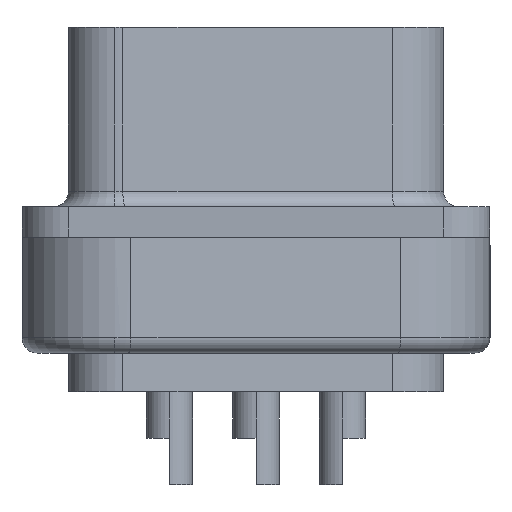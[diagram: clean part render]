
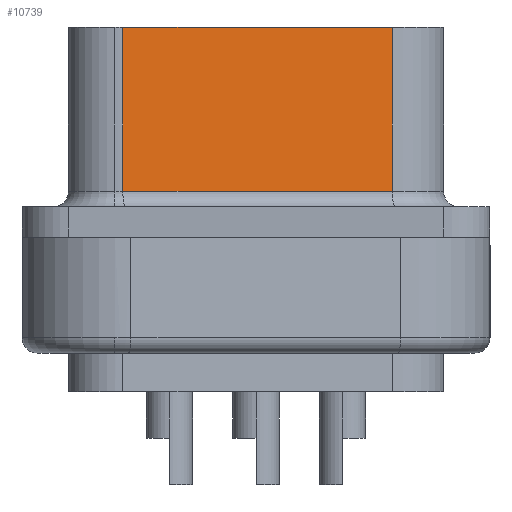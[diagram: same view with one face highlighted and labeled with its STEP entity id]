
A CAD part, left-side view. The second image highlights one B-rep face of the part: STEP entity #10739.
In plain terms, the highlighted planar face has unit normal (-0.985, -0.174, 0).
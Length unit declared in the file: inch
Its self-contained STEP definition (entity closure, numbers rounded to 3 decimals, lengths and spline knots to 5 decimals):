
#1147 = CARTESIAN_POINT ( 'NONE',  ( -1.065, 0.17208, 0.2515 ) ) ;
#3024 = VECTOR ( 'NONE', #11497, 39.37008 ) ;
#6437 = ORIENTED_EDGE ( 'NONE', *, *, #13078, .F. ) ;
#6849 = VECTOR ( 'NONE', #36629, 39.37008 ) ;
#7533 = CARTESIAN_POINT ( 'NONE',  ( -1.00355, -0.17639, 0.2515 ) ) ;
#8132 = VERTEX_POINT ( 'NONE', #31692 ) ;
#9351 = CARTESIAN_POINT ( 'NONE',  ( -1.065, 0.17208, 0.2515 ) ) ;
#9512 = DIRECTION ( 'NONE',  ( 0.985, 0.174, 0. ) ) ;
#10154 = AXIS2_PLACEMENT_3D ( 'NONE', #48576, #9512, #36795 ) ;
#10179 = ORIENTED_EDGE ( 'NONE', *, *, #11247, .T. ) ;
#10739 = ADVANCED_FACE ( 'NONE', ( #20171 ), #32856, .F. ) ;
#11211 = CARTESIAN_POINT ( 'NONE',  ( -1.00355, -0.17639, 0.0395 ) ) ;
#11247 = EDGE_CURVE ( 'NONE', #18886, #21396, #46214, .T. ) ;
#11497 = DIRECTION ( 'NONE',  ( 0., 0., -1. ) ) ;
#11556 = EDGE_CURVE ( 'NONE', #8132, #18886, #27620, .T. ) ;
#13078 = EDGE_CURVE ( 'NONE', #8132, #33560, #32159, .T. ) ;
#16369 = VECTOR ( 'NONE', #44146, 39.37008 ) ;
#18886 = VERTEX_POINT ( 'NONE', #31144 ) ;
#20171 = FACE_OUTER_BOUND ( 'NONE', #37262, .T. ) ;
#21396 = VERTEX_POINT ( 'NONE', #11211 ) ;
#27620 = LINE ( 'NONE', #9351, #6849 ) ;
#30640 = DIRECTION ( 'NONE',  ( 0.174, -0.985, 0. ) ) ;
#31144 = CARTESIAN_POINT ( 'NONE',  ( -1.065, 0.17208, 0.0395 ) ) ;
#31692 = CARTESIAN_POINT ( 'NONE',  ( -1.065, 0.17208, 0.2515 ) ) ;
#32159 = LINE ( 'NONE', #1147, #16369 ) ;
#32856 = PLANE ( 'NONE',  #10154 ) ;
#33560 = VERTEX_POINT ( 'NONE', #40168 ) ;
#35163 = ORIENTED_EDGE ( 'NONE', *, *, #11556, .T. ) ;
#35659 = VECTOR ( 'NONE', #30640, 39.37008 ) ;
#36629 = DIRECTION ( 'NONE',  ( 0., 0., -1. ) ) ;
#36795 = DIRECTION ( 'NONE',  ( -0.174, 0.985, 0. ) ) ;
#37262 = EDGE_LOOP ( 'NONE', ( #35163, #10179, #39646, #6437 ) ) ;
#37911 = CARTESIAN_POINT ( 'NONE',  ( -1.00355, -0.17639, 0.0395 ) ) ;
#39646 = ORIENTED_EDGE ( 'NONE', *, *, #47436, .F. ) ;
#40168 = CARTESIAN_POINT ( 'NONE',  ( -1.00355, -0.17639, 0.2515 ) ) ;
#44146 = DIRECTION ( 'NONE',  ( 0.174, -0.985, 0. ) ) ;
#44853 = LINE ( 'NONE', #7533, #3024 ) ;
#46214 = LINE ( 'NONE', #37911, #35659 ) ;
#47436 = EDGE_CURVE ( 'NONE', #33560, #21396, #44853, .T. ) ;
#48576 = CARTESIAN_POINT ( 'NONE',  ( -1.065, 0.17208, 0.2515 ) ) ;
